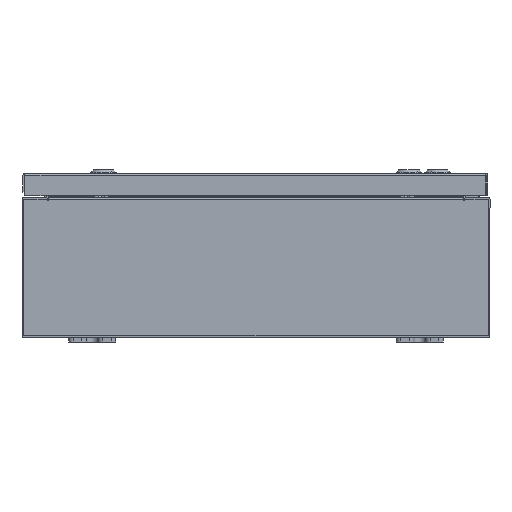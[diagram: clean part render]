
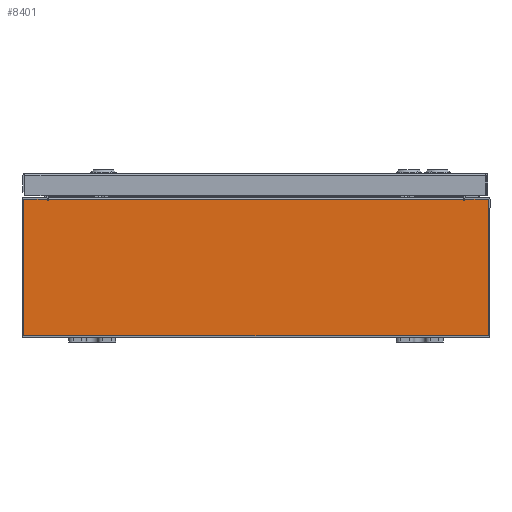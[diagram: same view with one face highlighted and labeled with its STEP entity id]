
A CAD part, front view. The second image highlights one B-rep face of the part: STEP entity #8401.
In plain terms, the highlighted face is planar.
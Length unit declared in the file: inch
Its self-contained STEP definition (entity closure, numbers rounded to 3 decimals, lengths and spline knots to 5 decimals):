
#187 = EDGE_CURVE ( 'NONE', #46840, #13828, #26092, .T. ) ;
#991 = CARTESIAN_POINT ( 'NONE',  ( 8.8872, 0., 2.87495 ) ) ;
#1037 = ORIENTED_EDGE ( 'NONE', *, *, #187, .F. ) ;
#1630 = DIRECTION ( 'NONE',  ( 0., 0., 1. ) ) ;
#2133 = ORIENTED_EDGE ( 'NONE', *, *, #31317, .T. ) ;
#2237 = CARTESIAN_POINT ( 'NONE',  ( -9.9253, 0., 2.9253 ) ) ;
#3518 = EDGE_CURVE ( 'NONE', #42803, #46840, #3868, .T. ) ;
#3868 = LINE ( 'NONE', #30396, #41124 ) ;
#4181 = ORIENTED_EDGE ( 'NONE', *, *, #4996, .F. ) ;
#4347 = VECTOR ( 'NONE', #51006, 39.37008 ) ;
#4548 = ORIENTED_EDGE ( 'NONE', *, *, #34213, .F. ) ;
#4996 = EDGE_CURVE ( 'NONE', #40242, #54607, #44873, .T. ) ;
#5554 = ORIENTED_EDGE ( 'NONE', *, *, #11139, .T. ) ;
#5941 = VECTOR ( 'NONE', #53759, 39.37008 ) ;
#6517 = CARTESIAN_POINT ( 'NONE',  ( 8.8872, 0., 0. ) ) ;
#6901 = DIRECTION ( 'NONE',  ( -1., 0., 0. ) ) ;
#7216 = DIRECTION ( 'NONE',  ( 0., 0., -1. ) ) ;
#8387 = VERTEX_POINT ( 'NONE', #61699 ) ;
#8401 = ADVANCED_FACE ( 'NONE', ( #22547 ), #42529, .F. ) ;
#8778 = ORIENTED_EDGE ( 'NONE', *, *, #3518, .F. ) ;
#9234 = VECTOR ( 'NONE', #6901, 39.37008 ) ;
#10924 = LINE ( 'NONE', #2237, #48208 ) ;
#11139 = EDGE_CURVE ( 'NONE', #28645, #11925, #10924, .T. ) ;
#11480 = VECTOR ( 'NONE', #28748, 39.37008 ) ;
#11925 = VERTEX_POINT ( 'NONE', #60635 ) ;
#13160 = CARTESIAN_POINT ( 'NONE',  ( -8.92455, 0., 2.87495 ) ) ;
#13828 = VERTEX_POINT ( 'NONE', #13160 ) ;
#14537 = LINE ( 'NONE', #48326, #11480 ) ;
#16566 = ORIENTED_EDGE ( 'NONE', *, *, #46811, .T. ) ;
#17250 = LINE ( 'NONE', #46111, #4347 ) ;
#17846 = CARTESIAN_POINT ( 'NONE',  ( -8.92455, 0., 0. ) ) ;
#18671 = VECTOR ( 'NONE', #1630, 39.37008 ) ;
#19410 = CARTESIAN_POINT ( 'NONE',  ( -8.8872, 0., 2.87495 ) ) ;
#20062 = CARTESIAN_POINT ( 'NONE',  ( 8.90588, 0., 2.87495 ) ) ;
#21213 = AXIS2_PLACEMENT_3D ( 'NONE', #47011, #52328, #23145 ) ;
#22525 = CARTESIAN_POINT ( 'NONE',  ( -8.90587, 0., 2.87495 ) ) ;
#22547 = FACE_OUTER_BOUND ( 'NONE', #32021, .T. ) ;
#23145 = DIRECTION ( 'NONE',  ( 0., 0., -1. ) ) ;
#23552 = ORIENTED_EDGE ( 'NONE', *, *, #47245, .F. ) ;
#24575 = CARTESIAN_POINT ( 'NONE',  ( -9.9253, 0., 2.9253 ) ) ;
#24897 = DIRECTION ( 'NONE',  ( 0., 0., -1. ) ) ;
#25342 = DIRECTION ( 'NONE',  ( 1., 0., 0. ) ) ;
#25387 = VERTEX_POINT ( 'NONE', #41197 ) ;
#26092 = CIRCLE ( 'NONE', #44763, 0.01868 ) ;
#27195 = VERTEX_POINT ( 'NONE', #31743 ) ;
#27325 = LINE ( 'NONE', #41210, #40284 ) ;
#27449 = DIRECTION ( 'NONE',  ( 0., 0., -1. ) ) ;
#28373 = VECTOR ( 'NONE', #25342, 39.37008 ) ;
#28645 = VERTEX_POINT ( 'NONE', #39988 ) ;
#28731 = LINE ( 'NONE', #24575, #5941 ) ;
#28748 = DIRECTION ( 'NONE',  ( 1., 0., 0. ) ) ;
#29727 = LINE ( 'NONE', #17846, #41118 ) ;
#30073 = AXIS2_PLACEMENT_3D ( 'NONE', #20062, #54091, #24897 ) ;
#30396 = CARTESIAN_POINT ( 'NONE',  ( -8.8872, 0., 0. ) ) ;
#31317 = EDGE_CURVE ( 'NONE', #27195, #52874, #28731, .T. ) ;
#31743 = CARTESIAN_POINT ( 'NONE',  ( -9.9253, 0., -2.9253 ) ) ;
#32021 = EDGE_LOOP ( 'NONE', ( #23552, #1037, #8778, #35681, #4548, #4181, #36158, #5554, #51320, #41678, #2133, #16566 ) ) ;
#32440 = EDGE_CURVE ( 'NONE', #11925, #8387, #17250, .T. ) ;
#33625 = CARTESIAN_POINT ( 'NONE',  ( 8.92455, 0., 2.87495 ) ) ;
#34213 = EDGE_CURVE ( 'NONE', #54607, #25387, #44557, .T. ) ;
#35681 = ORIENTED_EDGE ( 'NONE', *, *, #37386, .T. ) ;
#36158 = ORIENTED_EDGE ( 'NONE', *, *, #48670, .F. ) ;
#37386 = EDGE_CURVE ( 'NONE', #42803, #25387, #49690, .T. ) ;
#39121 = CARTESIAN_POINT ( 'NONE',  ( -9.9253, 0., 2.9253 ) ) ;
#39988 = CARTESIAN_POINT ( 'NONE',  ( 8.92455, 0., 2.9253 ) ) ;
#40242 = VERTEX_POINT ( 'NONE', #33625 ) ;
#40284 = VECTOR ( 'NONE', #7216, 39.37008 ) ;
#41118 = VECTOR ( 'NONE', #56774, 39.37008 ) ;
#41124 = VECTOR ( 'NONE', #55075, 39.37008 ) ;
#41197 = CARTESIAN_POINT ( 'NONE',  ( 8.8872, 0., 2.9123 ) ) ;
#41210 = CARTESIAN_POINT ( 'NONE',  ( 8.92455, 0., 0. ) ) ;
#41678 = ORIENTED_EDGE ( 'NONE', *, *, #57336, .T. ) ;
#41786 = CARTESIAN_POINT ( 'NONE',  ( -8.8872, 0., 2.9123 ) ) ;
#42529 = PLANE ( 'NONE',  #21213 ) ;
#42803 = VERTEX_POINT ( 'NONE', #41786 ) ;
#44410 = CARTESIAN_POINT ( 'NONE',  ( -8.92455, 0., 2.9253 ) ) ;
#44557 = LINE ( 'NONE', #6517, #18671 ) ;
#44763 = AXIS2_PLACEMENT_3D ( 'NONE', #22525, #56613, #27449 ) ;
#44873 = CIRCLE ( 'NONE', #30073, 0.01868 ) ;
#46111 = CARTESIAN_POINT ( 'NONE',  ( 9.9253, 0., 2.9253 ) ) ;
#46811 = EDGE_CURVE ( 'NONE', #52874, #47593, #14537, .T. ) ;
#46840 = VERTEX_POINT ( 'NONE', #19410 ) ;
#47011 = CARTESIAN_POINT ( 'NONE',  ( 0., 0., 0. ) ) ;
#47245 = EDGE_CURVE ( 'NONE', #13828, #47593, #29727, .T. ) ;
#47593 = VERTEX_POINT ( 'NONE', #44410 ) ;
#48208 = VECTOR ( 'NONE', #60486, 39.37008 ) ;
#48326 = CARTESIAN_POINT ( 'NONE',  ( -9.9253, 0., 2.9253 ) ) ;
#48670 = EDGE_CURVE ( 'NONE', #28645, #40242, #27325, .T. ) ;
#49690 = LINE ( 'NONE', #54525, #28373 ) ;
#51006 = DIRECTION ( 'NONE',  ( 0., 0., -1. ) ) ;
#51320 = ORIENTED_EDGE ( 'NONE', *, *, #32440, .T. ) ;
#52328 = DIRECTION ( 'NONE',  ( 0., -1., 0. ) ) ;
#52874 = VERTEX_POINT ( 'NONE', #39121 ) ;
#53759 = DIRECTION ( 'NONE',  ( 0., 0., 1. ) ) ;
#54091 = DIRECTION ( 'NONE',  ( 0., 1., 0. ) ) ;
#54525 = CARTESIAN_POINT ( 'NONE',  ( -8.8872, 0., 2.9123 ) ) ;
#54607 = VERTEX_POINT ( 'NONE', #991 ) ;
#55075 = DIRECTION ( 'NONE',  ( 0., 0., -1. ) ) ;
#55579 = CARTESIAN_POINT ( 'NONE',  ( -9.9253, 0., -2.9253 ) ) ;
#56613 = DIRECTION ( 'NONE',  ( 0., 1., 0. ) ) ;
#56774 = DIRECTION ( 'NONE',  ( 0., 0., 1. ) ) ;
#57336 = EDGE_CURVE ( 'NONE', #8387, #27195, #60987, .T. ) ;
#60486 = DIRECTION ( 'NONE',  ( 1., 0., 0. ) ) ;
#60635 = CARTESIAN_POINT ( 'NONE',  ( 9.9253, 0., 2.9253 ) ) ;
#60987 = LINE ( 'NONE', #55579, #9234 ) ;
#61699 = CARTESIAN_POINT ( 'NONE',  ( 9.9253, 0., -2.9253 ) ) ;
